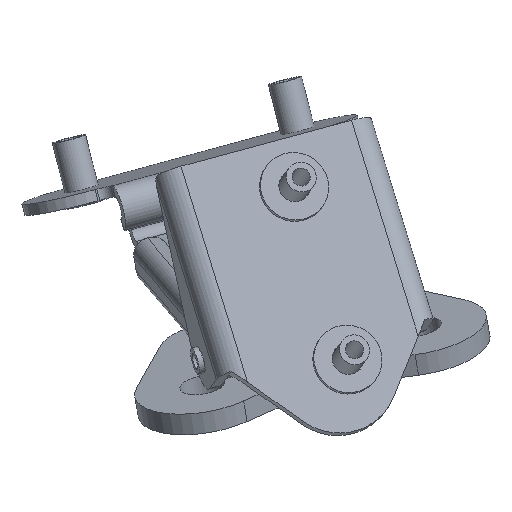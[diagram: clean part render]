
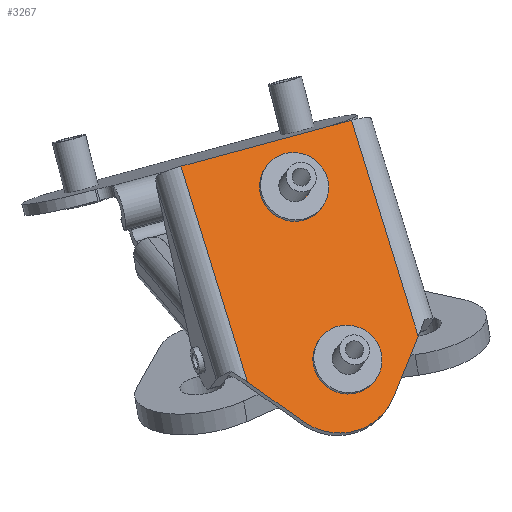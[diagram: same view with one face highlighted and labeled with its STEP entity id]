
A CAD part, top view. The second image highlights one B-rep face of the part: STEP entity #3267.
In plain terms, the highlighted planar face has unit normal (0.156, 0.214, 0.964).
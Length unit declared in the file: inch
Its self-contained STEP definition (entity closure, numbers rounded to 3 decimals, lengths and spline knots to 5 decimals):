
#84 = AXIS2_PLACEMENT_3D ( 'NONE', #3797, #6000, #863 ) ;
#162 = VECTOR ( 'NONE', #2954, 39.37008 ) ;
#175 = EDGE_CURVE ( 'NONE', #2016, #6003, #1628, .T. ) ;
#301 = ORIENTED_EDGE ( 'NONE', *, *, #4667, .T. ) ;
#348 = CARTESIAN_POINT ( 'NONE',  ( -1.0258, 2.77331, -0.28532 ) ) ;
#377 = DIRECTION ( 'NONE',  ( -0.291, 0.943, -0.162 ) ) ;
#413 = ORIENTED_EDGE ( 'NONE', *, *, #6566, .T. ) ;
#454 = DIRECTION ( 'NONE',  ( 0.944, 0.255, -0.21 ) ) ;
#476 = CARTESIAN_POINT ( 'NONE',  ( -1.18217, 1.70944, -0.0239 ) ) ;
#538 = CARTESIAN_POINT ( 'NONE',  ( -0.85111, 1.86277, -0.11161 ) ) ;
#646 = AXIS2_PLACEMENT_3D ( 'NONE', #476, #7303, #4520 ) ;
#666 = CARTESIAN_POINT ( 'NONE',  ( -1.83375, 2.59481, -0.11469 ) ) ;
#695 = ORIENTED_EDGE ( 'NONE', *, *, #762, .T. ) ;
#762 = EDGE_CURVE ( 'NONE', #6003, #3875, #2123, .T. ) ;
#863 = DIRECTION ( 'NONE',  ( -0.944, -0.255, 0.21 ) ) ;
#917 = EDGE_CURVE ( 'NONE', #7261, #7261, #5343, .T. ) ;
#938 = LINE ( 'NONE', #3351, #4563 ) ;
#990 = AXIS2_PLACEMENT_3D ( 'NONE', #1140, #4552, #454 ) ;
#1017 = CARTESIAN_POINT ( 'NONE',  ( -1.24494, 1.69247, -0.00996 ) ) ;
#1140 = CARTESIAN_POINT ( 'NONE',  ( -1.03718, 2.8102, -0.29166 ) ) ;
#1200 = CARTESIAN_POINT ( 'NONE',  ( -1.18217, 1.70944, -0.0239 ) ) ;
#1609 = EDGE_LOOP ( 'NONE', ( #301, #2980, #695, #2370, #413, #6242 ) ) ;
#1628 = LINE ( 'NONE', #7011, #6130 ) ;
#1704 = VERTEX_POINT ( 'NONE', #5600 ) ;
#1822 = EDGE_CURVE ( 'NONE', #3875, #2702, #938, .T. ) ;
#1846 = EDGE_LOOP ( 'NONE', ( #5099 ) ) ;
#1853 = LINE ( 'NONE', #5489, #5438 ) ;
#2016 = VERTEX_POINT ( 'NONE', #2782 ) ;
#2123 = CIRCLE ( 'NONE', #4896, 0.25 ) ;
#2211 = FACE_OUTER_BOUND ( 'NONE', #1609, .T. ) ;
#2288 = DIRECTION ( 'NONE',  ( -0.291, 0.943, -0.162 ) ) ;
#2370 = ORIENTED_EDGE ( 'NONE', *, *, #1822, .T. ) ;
#2702 = VERTEX_POINT ( 'NONE', #538 ) ;
#2782 = CARTESIAN_POINT ( 'NONE',  ( -1.54957, 1.6739, 0.04357 ) ) ;
#2954 = DIRECTION ( 'NONE',  ( 0.291, -0.943, 0.162 ) ) ;
#2980 = ORIENTED_EDGE ( 'NONE', *, *, #175, .T. ) ;
#2997 = CARTESIAN_POINT ( 'NONE',  ( -1.32106, 1.51241, 0.04234 ) ) ;
#3042 = VECTOR ( 'NONE', #6128, 39.37008 ) ;
#3072 = LINE ( 'NONE', #666, #162 ) ;
#3267 = ADVANCED_FACE ( 'NONE', ( #3660, #5532, #2211 ), #5663, .T. ) ;
#3351 = CARTESIAN_POINT ( 'NONE',  ( -0.95244, 1.61208, -0.03955 ) ) ;
#3437 = EDGE_LOOP ( 'NONE', ( #4765 ) ) ;
#3495 = VERTEX_POINT ( 'NONE', #1017 ) ;
#3660 = FACE_BOUND ( 'NONE', #1846, .T. ) ;
#3797 = CARTESIAN_POINT ( 'NONE',  ( -1.40039, 2.41663, -0.14543 ) ) ;
#3875 = VERTEX_POINT ( 'NONE', #5251 ) ;
#4136 = DIRECTION ( 'NONE',  ( 0.156, 0.214, 0.964 ) ) ;
#4383 = EDGE_CURVE ( 'NONE', #3495, #3495, #5871, .T. ) ;
#4520 = DIRECTION ( 'NONE',  ( -0.944, -0.255, 0.21 ) ) ;
#4552 = DIRECTION ( 'NONE',  ( 0.156, 0.214, 0.964 ) ) ;
#4563 = VECTOR ( 'NONE', #6180, 39.37008 ) ;
#4667 = EDGE_CURVE ( 'NONE', #4907, #2016, #3072, .T. ) ;
#4765 = ORIENTED_EDGE ( 'NONE', *, *, #917, .T. ) ;
#4896 = AXIS2_PLACEMENT_3D ( 'NONE', #1200, #4136, #2288 ) ;
#4907 = VERTEX_POINT ( 'NONE', #5473 ) ;
#5099 = ORIENTED_EDGE ( 'NONE', *, *, #4383, .T. ) ;
#5247 = EDGE_CURVE ( 'NONE', #1704, #4907, #6102, .T. ) ;
#5251 = CARTESIAN_POINT ( 'NONE',  ( -0.95244, 1.61208, -0.03955 ) ) ;
#5273 = DIRECTION ( 'NONE',  ( 0.817, -0.577, -0.004 ) ) ;
#5343 = CIRCLE ( 'NONE', #84, 0.0665 ) ;
#5438 = VECTOR ( 'NONE', #377, 39.37008 ) ;
#5473 = CARTESIAN_POINT ( 'NONE',  ( -1.82236, 2.55792, -0.10835 ) ) ;
#5489 = CARTESIAN_POINT ( 'NONE',  ( -1.13528, 2.78368, -0.26986 ) ) ;
#5532 = FACE_BOUND ( 'NONE', #3437, .T. ) ;
#5600 = CARTESIAN_POINT ( 'NONE',  ( -1.1239, 2.74679, -0.26353 ) ) ;
#5663 = PLANE ( 'NONE',  #990 ) ;
#5871 = CIRCLE ( 'NONE', #646, 0.0665 ) ;
#6000 = DIRECTION ( 'NONE',  ( -0.156, -0.214, -0.964 ) ) ;
#6003 = VERTEX_POINT ( 'NONE', #2997 ) ;
#6056 = CARTESIAN_POINT ( 'NONE',  ( -1.46316, 2.39965, -0.13148 ) ) ;
#6102 = LINE ( 'NONE', #348, #3042 ) ;
#6128 = DIRECTION ( 'NONE',  ( -0.944, -0.255, 0.21 ) ) ;
#6130 = VECTOR ( 'NONE', #5273, 39.37008 ) ;
#6180 = DIRECTION ( 'NONE',  ( 0.362, 0.896, -0.258 ) ) ;
#6242 = ORIENTED_EDGE ( 'NONE', *, *, #5247, .T. ) ;
#6566 = EDGE_CURVE ( 'NONE', #2702, #1704, #1853, .T. ) ;
#7011 = CARTESIAN_POINT ( 'NONE',  ( -1.54957, 1.6739, 0.04357 ) ) ;
#7261 = VERTEX_POINT ( 'NONE', #6056 ) ;
#7303 = DIRECTION ( 'NONE',  ( -0.156, -0.214, -0.964 ) ) ;
